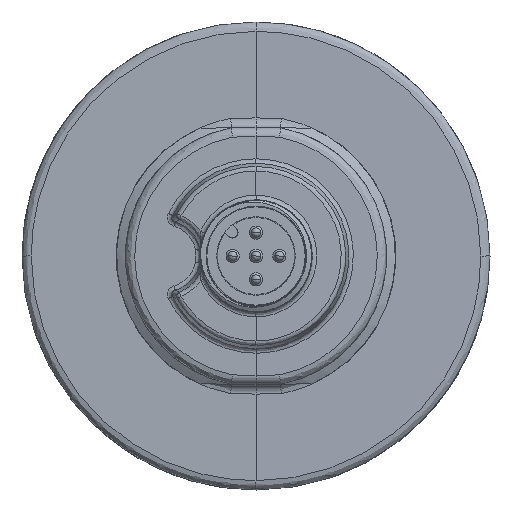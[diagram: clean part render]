
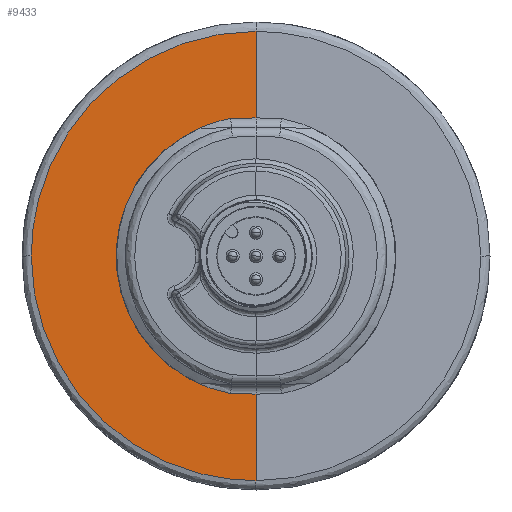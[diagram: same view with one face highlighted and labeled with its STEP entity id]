
A CAD part, front view. The second image highlights one B-rep face of the part: STEP entity #9433.
In plain terms, the highlighted planar face has unit normal (-0.009, -1, 0).
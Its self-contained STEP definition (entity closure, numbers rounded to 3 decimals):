
#152=DIRECTION('',(-1.,0.009,-0.017));
#153=VECTOR('',#152,2.712);
#154=CARTESIAN_POINT('',(25.,29.,-10.25));
#155=LINE('',#154,#153);
#156=DIRECTION('',(1.,-0.009,-0.017));
#157=VECTOR('',#156,2.712);
#158=CARTESIAN_POINT('',(22.288,29.024,-39.703));
#159=LINE('',#158,#157);
#160=CARTESIAN_POINT('',(0.991,29.21,-25.));
#161=CARTESIAN_POINT('',(0.991,29.21,-25.571));
#162=CARTESIAN_POINT('',(1.032,29.209,-26.71));
#163=CARTESIAN_POINT('',(1.215,29.208,-28.416));
#164=CARTESIAN_POINT('',(1.519,29.205,-30.104));
#165=CARTESIAN_POINT('',(1.943,29.201,-31.766));
#166=CARTESIAN_POINT('',(2.485,29.196,-33.394));
#167=CARTESIAN_POINT('',(3.142,29.191,-34.978));
#168=CARTESIAN_POINT('',(3.909,29.184,-36.512));
#169=CARTESIAN_POINT('',(4.785,29.176,-37.988));
#170=CARTESIAN_POINT('',(5.763,29.168,-39.397));
#171=CARTESIAN_POINT('',(6.84,29.158,-40.732));
#172=CARTESIAN_POINT('',(8.009,29.148,-41.987));
#173=CARTESIAN_POINT('',(9.264,29.137,-43.156));
#174=CARTESIAN_POINT('',(10.6,29.126,-44.232));
#175=CARTESIAN_POINT('',(12.009,29.113,-45.21));
#176=CARTESIAN_POINT('',(13.485,29.1,-46.085));
#177=CARTESIAN_POINT('',(15.019,29.087,-46.853));
#178=CARTESIAN_POINT('',(16.604,29.073,-47.509));
#179=CARTESIAN_POINT('',(18.232,29.059,-48.05));
#180=CARTESIAN_POINT('',(19.894,29.045,-48.473));
#181=CARTESIAN_POINT('',(21.582,29.03,-48.777));
#182=CARTESIAN_POINT('',(23.289,29.015,-48.96));
#183=CARTESIAN_POINT('',(24.429,29.005,-49.));
#184=CARTESIAN_POINT('',(25.,29.,-49.));
#186=CARTESIAN_POINT('',(25.,29.,-1.));
#187=CARTESIAN_POINT('',(24.429,29.005,-1.));
#188=CARTESIAN_POINT('',(23.289,29.015,-1.04));
#189=CARTESIAN_POINT('',(21.581,29.03,-1.223));
#190=CARTESIAN_POINT('',(19.894,29.045,-1.527));
#191=CARTESIAN_POINT('',(18.231,29.059,-1.95));
#192=CARTESIAN_POINT('',(16.603,29.073,-2.492));
#193=CARTESIAN_POINT('',(15.018,29.087,-3.148));
#194=CARTESIAN_POINT('',(13.484,29.1,-3.915));
#195=CARTESIAN_POINT('',(12.008,29.113,-4.79));
#196=CARTESIAN_POINT('',(10.599,29.126,-5.768));
#197=CARTESIAN_POINT('',(9.263,29.137,-6.845));
#198=CARTESIAN_POINT('',(8.008,29.148,-8.013));
#199=CARTESIAN_POINT('',(6.839,29.158,-9.269));
#200=CARTESIAN_POINT('',(5.762,29.168,-10.604));
#201=CARTESIAN_POINT('',(4.784,29.176,-12.013));
#202=CARTESIAN_POINT('',(3.909,29.184,-13.489));
#203=CARTESIAN_POINT('',(3.141,29.191,-15.023));
#204=CARTESIAN_POINT('',(2.485,29.196,-16.608));
#205=CARTESIAN_POINT('',(1.943,29.201,-18.235));
#206=CARTESIAN_POINT('',(1.519,29.205,-19.897));
#207=CARTESIAN_POINT('',(1.215,29.208,-21.585));
#208=CARTESIAN_POINT('',(1.032,29.209,-23.291));
#209=CARTESIAN_POINT('',(0.991,29.21,-24.43));
#210=CARTESIAN_POINT('',(0.991,29.21,-25.));
#296=DIRECTION('',(0.,0.,-1.));
#297=VECTOR('',#296,9.25);
#298=CARTESIAN_POINT('',(25.,29.,-1.));
#299=LINE('',#298,#297);
#324=CARTESIAN_POINT('',(25.,29.,-1.));
#326=CARTESIAN_POINT('',(25.,29.,-49.));
#352=DIRECTION('',(0.,0.,-1.));
#353=VECTOR('',#352,9.25);
#354=CARTESIAN_POINT('',(25.,29.,-39.75));
#355=LINE('',#354,#353);
#7019=CARTESIAN_POINT('',(22.288,29.024,-39.703));
#7020=CARTESIAN_POINT('',(21.891,29.027,-39.629));
#7021=CARTESIAN_POINT('',(21.103,29.034,-39.45));
#7022=CARTESIAN_POINT('',(19.938,29.044,-39.084));
#7023=CARTESIAN_POINT('',(18.805,29.054,-38.623));
#7024=CARTESIAN_POINT('',(17.714,29.064,-38.071));
#7025=CARTESIAN_POINT('',(16.672,29.073,-37.433));
#7026=CARTESIAN_POINT('',(15.686,29.081,-36.711));
#7027=CARTESIAN_POINT('',(14.761,29.089,-35.911));
#7028=CARTESIAN_POINT('',(13.905,29.097,-35.039));
#7029=CARTESIAN_POINT('',(13.123,29.104,-34.1));
#7030=CARTESIAN_POINT('',(12.42,29.11,-33.1));
#7031=CARTESIAN_POINT('',(11.802,29.115,-32.046));
#7032=CARTESIAN_POINT('',(11.271,29.12,-30.944));
#7033=CARTESIAN_POINT('',(10.832,29.124,-29.804));
#7034=CARTESIAN_POINT('',(10.487,29.127,-28.631));
#7035=CARTESIAN_POINT('',(10.239,29.129,-27.434));
#7036=CARTESIAN_POINT('',(10.09,29.13,-26.221));
#7037=CARTESIAN_POINT('',(10.04,29.131,-25.));
#7038=CARTESIAN_POINT('',(10.09,29.13,-23.779));
#7039=CARTESIAN_POINT('',(10.239,29.129,-22.566));
#7040=CARTESIAN_POINT('',(10.487,29.127,-21.369));
#7041=CARTESIAN_POINT('',(10.832,29.124,-20.196));
#7042=CARTESIAN_POINT('',(11.271,29.12,-19.055));
#7043=CARTESIAN_POINT('',(11.802,29.115,-17.954));
#7044=CARTESIAN_POINT('',(12.421,29.11,-16.9));
#7045=CARTESIAN_POINT('',(13.123,29.104,-15.9));
#7046=CARTESIAN_POINT('',(13.905,29.097,-14.961));
#7047=CARTESIAN_POINT('',(14.762,29.089,-14.088));
#7048=CARTESIAN_POINT('',(15.686,29.081,-13.289));
#7049=CARTESIAN_POINT('',(16.672,29.073,-12.567));
#7050=CARTESIAN_POINT('',(17.714,29.064,-11.929));
#7051=CARTESIAN_POINT('',(18.806,29.054,-11.377));
#7052=CARTESIAN_POINT('',(19.938,29.044,-10.916));
#7053=CARTESIAN_POINT('',(21.103,29.034,-10.55));
#7054=CARTESIAN_POINT('',(21.891,29.027,-10.371));
#7055=CARTESIAN_POINT('',(22.288,29.024,-10.297));
#8957=CARTESIAN_POINT('',(25.,29.,-39.75));
#8959=VERTEX_POINT('',#8957);
#8962=CARTESIAN_POINT('',(25.,29.,-10.25));
#8964=VERTEX_POINT('',#8962);
#9034=VERTEX_POINT('',#326);
#9039=VERTEX_POINT('',#324);
#9041=VERTEX_POINT('',#160);
#9042=CARTESIAN_POINT('',(22.288,29.024,-10.297));
#9043=VERTEX_POINT('',#9042);
#9044=CARTESIAN_POINT('',(22.288,29.024,-39.703));
#9045=VERTEX_POINT('',#9044);
#9414=CARTESIAN_POINT('',(25.,29.,0.));
#9415=DIRECTION('',(-0.009,-1.,0.));
#9416=DIRECTION('',(0.,0.,-1.));
#9417=AXIS2_PLACEMENT_3D('',#9414,#9415,#9416);
#9418=PLANE('',#9417);
#9420=ORIENTED_EDGE('',*,*,#9419,.T.);
#9422=ORIENTED_EDGE('',*,*,#9421,.F.);
#9424=ORIENTED_EDGE('',*,*,#9423,.T.);
#9426=ORIENTED_EDGE('',*,*,#9425,.T.);
#9427=ORIENTED_EDGE('',*,*,#9301,.F.);
#9428=ORIENTED_EDGE('',*,*,#9405,.F.);
#9430=ORIENTED_EDGE('',*,*,#9429,.T.);
#9431=EDGE_LOOP('',(#9420,#9422,#9424,#9426,#9427,#9428,#9430));
#9432=FACE_OUTER_BOUND('',#9431,.F.);
#9433=ADVANCED_FACE('',(#9432),#9418,.T.);
#185=B_SPLINE_CURVE_WITH_KNOTS('',3,(#160,#161,#162,#163,#164,#165,#166,#167,
#168,#169,#170,#171,#172,#173,#174,#175,#176,#177,#178,#179,#180,#181,#182,#183,
#184),.UNSPECIFIED.,.F.,.F.,(4,1,1,1,1,1,1,1,1,1,1,1,1,1,1,1,1,1,1,1,1,1,4),(
0.,0.045,0.091,0.136,0.182,
0.227,0.273,0.318,0.364,
0.409,0.455,0.5,0.545,0.591,
0.636,0.682,0.727,0.773,
0.818,0.864,0.909,0.955,1.),
.UNSPECIFIED.);
#211=B_SPLINE_CURVE_WITH_KNOTS('',3,(#186,#187,#188,#189,#190,#191,#192,#193,
#194,#195,#196,#197,#198,#199,#200,#201,#202,#203,#204,#205,#206,#207,#208,#209,
#210),.UNSPECIFIED.,.F.,.F.,(4,1,1,1,1,1,1,1,1,1,1,1,1,1,1,1,1,1,1,1,1,1,4),(
0.,0.045,0.091,0.136,0.182,
0.227,0.273,0.318,0.364,
0.409,0.455,0.5,0.545,0.591,
0.636,0.682,0.727,0.773,
0.818,0.864,0.909,0.955,1.),
.UNSPECIFIED.);
#7056=B_SPLINE_CURVE_WITH_KNOTS('',3,(#7019,#7020,#7021,#7022,#7023,#7024,#7025,
#7026,#7027,#7028,#7029,#7030,#7031,#7032,#7033,#7034,#7035,#7036,#7037,#7038,
#7039,#7040,#7041,#7042,#7043,#7044,#7045,#7046,#7047,#7048,#7049,#7050,#7051,
#7052,#7053,#7054,#7055),.UNSPECIFIED.,.F.,.F.,(4,1,1,1,1,1,1,1,1,1,1,1,1,1,1,1,
1,1,1,1,1,1,1,1,1,1,1,1,1,1,1,1,1,1,4),(0.,0.029,
0.059,0.088,0.118,0.147,
0.176,0.206,0.235,0.265,
0.294,0.324,0.353,0.382,
0.412,0.441,0.471,0.5,0.529,
0.559,0.588,0.618,0.647,
0.676,0.706,0.735,0.765,
0.794,0.824,0.853,0.882,
0.912,0.941,0.971,1.),.UNSPECIFIED.);
#9301=EDGE_CURVE('',#9041,#9034,#185,.T.);
#9405=EDGE_CURVE('',#9039,#9041,#211,.T.);
#9419=EDGE_CURVE('',#8964,#9043,#155,.T.);
#9421=EDGE_CURVE('',#9045,#9043,#7056,.T.);
#9423=EDGE_CURVE('',#9045,#8959,#159,.T.);
#9425=EDGE_CURVE('',#8959,#9034,#355,.T.);
#9429=EDGE_CURVE('',#9039,#8964,#299,.T.);
